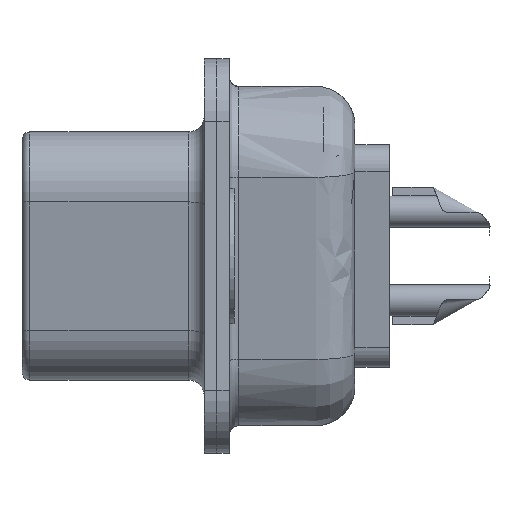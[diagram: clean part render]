
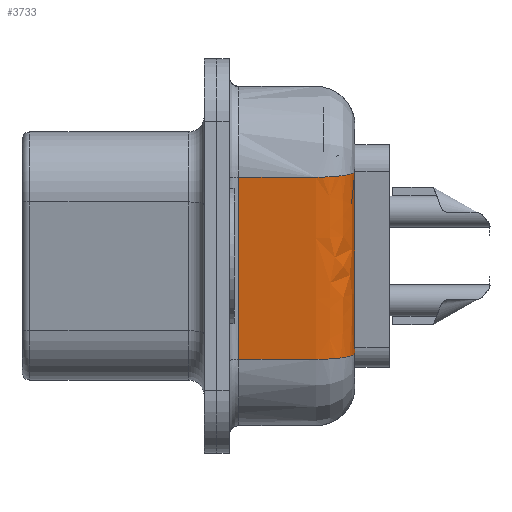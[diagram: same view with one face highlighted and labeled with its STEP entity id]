
A CAD part, left-side view. The second image highlights one B-rep face of the part: STEP entity #3733.
In plain terms, the highlighted free-form (B-spline) face has degree [3, 3] with [10, 4] control points.
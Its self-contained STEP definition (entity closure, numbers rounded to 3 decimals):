
#30=(
BOUNDED_SURFACE()
B_SPLINE_SURFACE(3,3,((#7432,#7433,#7434,#7435),(#7436,#7437,#7438,#7439),
(#7440,#7441,#7442,#7443),(#7444,#7445,#7446,#7447),(#7448,#7449,#7450,
#7451),(#7452,#7453,#7454,#7455),(#7456,#7457,#7458,#7459),(#7460,#7461,
#7462,#7463),(#7464,#7465,#7466,#7467),(#7468,#7469,#7470,#7471)),
 .UNSPECIFIED.,.F.,.F.,.F.)
B_SPLINE_SURFACE_WITH_KNOTS((4,3,3,4),(4,4),(0.068,0.113,
0.482,0.944),(0.229,0.289),
 .PIECEWISE_BEZIER_KNOTS.)
GEOMETRIC_REPRESENTATION_ITEM()
RATIONAL_B_SPLINE_SURFACE(((1.,1.,1.,1.),(1.,1.,1.,1.),(1.,1.,1.,1.),(1.,
1.,1.,1.),(0.805,0.805,0.805,0.805),
(0.805,0.805,0.805,0.805),
(1.,1.,1.,1.),(1.,1.,1.,1.),(1.,1.,1.,1.),(1.,1.,1.,1.)))
REPRESENTATION_ITEM('')
SURFACE()
);
#80=B_SPLINE_CURVE_WITH_KNOTS('',3,(#7472,#7473,#7474,#7475),
 .UNSPECIFIED.,.F.,.F.,(4,4),(0.,0.006),
 .UNSPECIFIED.);
#81=B_SPLINE_CURVE_WITH_KNOTS('',3,(#7483,#7484,#7485,#7486),
 .UNSPECIFIED.,.F.,.F.,(4,4),(0.,0.006),.UNSPECIFIED.);
#461=LINE('',#7279,#671);
#462=LINE('',#7283,#672);
#465=LINE('',#7477,#675);
#466=LINE('',#7481,#676);
#671=VECTOR('',#5243,1000.);
#672=VECTOR('',#5246,1000.);
#675=VECTOR('',#5253,1000.);
#676=VECTOR('',#5256,1000.);
#1636=ORIENTED_EDGE('',*,*,#2219,.F.);
#1637=ORIENTED_EDGE('',*,*,#2220,.T.);
#1638=ORIENTED_EDGE('',*,*,#2221,.T.);
#1639=ORIENTED_EDGE('',*,*,#2222,.T.);
#1640=ORIENTED_EDGE('',*,*,#2223,.T.);
#1641=ORIENTED_EDGE('',*,*,#2212,.F.);
#1642=ORIENTED_EDGE('',*,*,#2211,.F.);
#1643=ORIENTED_EDGE('',*,*,#2210,.F.);
#2210=EDGE_CURVE('',#2588,#2589,#461,.F.);
#2211=EDGE_CURVE('',#2589,#2590,#2826,.F.);
#2212=EDGE_CURVE('',#2590,#2591,#462,.F.);
#2219=EDGE_CURVE('',#2596,#2588,#80,.T.);
#2220=EDGE_CURVE('',#2596,#2597,#465,.F.);
#2221=EDGE_CURVE('',#2597,#2598,#2829,.F.);
#2222=EDGE_CURVE('',#2598,#2599,#466,.F.);
#2223=EDGE_CURVE('',#2599,#2591,#81,.T.);
#2588=VERTEX_POINT('',#7278);
#2589=VERTEX_POINT('',#7280);
#2590=VERTEX_POINT('',#7282);
#2591=VERTEX_POINT('',#7284);
#2596=VERTEX_POINT('',#7476);
#2597=VERTEX_POINT('',#7478);
#2598=VERTEX_POINT('',#7480);
#2599=VERTEX_POINT('',#7482);
#2826=CIRCLE('',#4205,1.25);
#2829=CIRCLE('',#4208,1.25);
#3150=EDGE_LOOP('',(#1636,#1637,#1638,#1639,#1640,#1641,#1642,#1643));
#3484=FACE_BOUND('',#3150,.T.);
#3733=ADVANCED_FACE('',(#3484),#30,.T.);
#4205=AXIS2_PLACEMENT_3D('',#7281,#5244,#5245);
#4208=AXIS2_PLACEMENT_3D('',#7479,#5254,#5255);
#5243=DIRECTION('',(0.988,0.,0.156));
#5244=DIRECTION('',(-0.156,0.,0.988));
#5245=DIRECTION('',(0.,1.,0.));
#5246=DIRECTION('',(0.,-1.,0.));
#5253=DIRECTION('',(0.988,0.,0.156));
#5254=DIRECTION('',(-0.156,0.,0.988));
#5255=DIRECTION('',(0.,1.,0.));
#5256=DIRECTION('',(0.,-1.,0.));
#7278=CARTESIAN_POINT('',(-18.131,-4.4,-3.058));
#7279=CARTESIAN_POINT('',(-17.773,-4.4,-3.002));
#7280=CARTESIAN_POINT('',(-18.366,-4.4,-3.096));
#7281=CARTESIAN_POINT('',(-18.366,-3.15,-3.096));
#7282=CARTESIAN_POINT('',(-19.601,-3.15,-3.291));
#7283=CARTESIAN_POINT('',(-19.601,-0.4,-3.291));
#7284=CARTESIAN_POINT('',(-19.601,-0.7,-3.291));
#7432=CARTESIAN_POINT('',(-19.05,-4.4,2.742));
#7433=CARTESIAN_POINT('',(-18.743,-4.4,0.808));
#7434=CARTESIAN_POINT('',(-18.437,-4.4,-1.125));
#7435=CARTESIAN_POINT('',(-18.131,-4.4,-3.058));
#7436=CARTESIAN_POINT('',(-19.128,-4.4,2.729));
#7437=CARTESIAN_POINT('',(-18.822,-4.4,0.796));
#7438=CARTESIAN_POINT('',(-18.516,-4.4,-1.137));
#7439=CARTESIAN_POINT('',(-18.209,-4.4,-3.071));
#7440=CARTESIAN_POINT('',(-19.206,-4.4,2.717));
#7441=CARTESIAN_POINT('',(-18.9,-4.4,0.784));
#7442=CARTESIAN_POINT('',(-18.594,-4.4,-1.15));
#7443=CARTESIAN_POINT('',(-18.288,-4.4,-3.083));
#7444=CARTESIAN_POINT('',(-19.285,-4.4,2.704));
#7445=CARTESIAN_POINT('',(-18.978,-4.4,0.771));
#7446=CARTESIAN_POINT('',(-18.672,-4.4,-1.162));
#7447=CARTESIAN_POINT('',(-18.366,-4.4,-3.096));
#7448=CARTESIAN_POINT('',(-20.008,-4.4,2.59));
#7449=CARTESIAN_POINT('',(-19.702,-4.4,0.657));
#7450=CARTESIAN_POINT('',(-19.395,-4.4,-1.277));
#7451=CARTESIAN_POINT('',(-19.089,-4.4,-3.21));
#7452=CARTESIAN_POINT('',(-20.519,-3.882,2.509));
#7453=CARTESIAN_POINT('',(-20.213,-3.882,0.576));
#7454=CARTESIAN_POINT('',(-19.907,-3.882,-1.358));
#7455=CARTESIAN_POINT('',(-19.601,-3.882,-3.291));
#7456=CARTESIAN_POINT('',(-20.519,-3.15,2.509));
#7457=CARTESIAN_POINT('',(-20.213,-3.15,0.576));
#7458=CARTESIAN_POINT('',(-19.907,-3.15,-1.358));
#7459=CARTESIAN_POINT('',(-19.601,-3.15,-3.291));
#7460=CARTESIAN_POINT('',(-20.519,-2.333,2.509));
#7461=CARTESIAN_POINT('',(-20.213,-2.333,0.576));
#7462=CARTESIAN_POINT('',(-19.907,-2.333,-1.358));
#7463=CARTESIAN_POINT('',(-19.601,-2.333,-3.291));
#7464=CARTESIAN_POINT('',(-20.519,-1.517,2.509));
#7465=CARTESIAN_POINT('',(-20.213,-1.517,0.576));
#7466=CARTESIAN_POINT('',(-19.907,-1.517,-1.358));
#7467=CARTESIAN_POINT('',(-19.601,-1.517,-3.291));
#7468=CARTESIAN_POINT('',(-20.519,-0.7,2.509));
#7469=CARTESIAN_POINT('',(-20.213,-0.7,0.576));
#7470=CARTESIAN_POINT('',(-19.907,-0.7,-1.358));
#7471=CARTESIAN_POINT('',(-19.601,-0.7,-3.291));
#7472=CARTESIAN_POINT('',(-19.05,-4.4,2.742));
#7473=CARTESIAN_POINT('',(-18.743,-4.4,0.808));
#7474=CARTESIAN_POINT('',(-18.437,-4.4,-1.125));
#7475=CARTESIAN_POINT('',(-18.131,-4.4,-3.058));
#7476=CARTESIAN_POINT('',(-19.05,-4.4,2.742));
#7477=CARTESIAN_POINT('',(-18.692,-4.4,2.798));
#7478=CARTESIAN_POINT('',(-19.285,-4.4,2.704));
#7479=CARTESIAN_POINT('',(-19.285,-3.15,2.704));
#7480=CARTESIAN_POINT('',(-20.519,-3.15,2.509));
#7481=CARTESIAN_POINT('',(-20.519,-0.4,2.509));
#7482=CARTESIAN_POINT('',(-20.519,-0.7,2.509));
#7483=CARTESIAN_POINT('',(-20.519,-0.7,2.509));
#7484=CARTESIAN_POINT('',(-20.213,-0.7,0.576));
#7485=CARTESIAN_POINT('',(-19.907,-0.7,-1.358));
#7486=CARTESIAN_POINT('',(-19.601,-0.7,-3.291));
